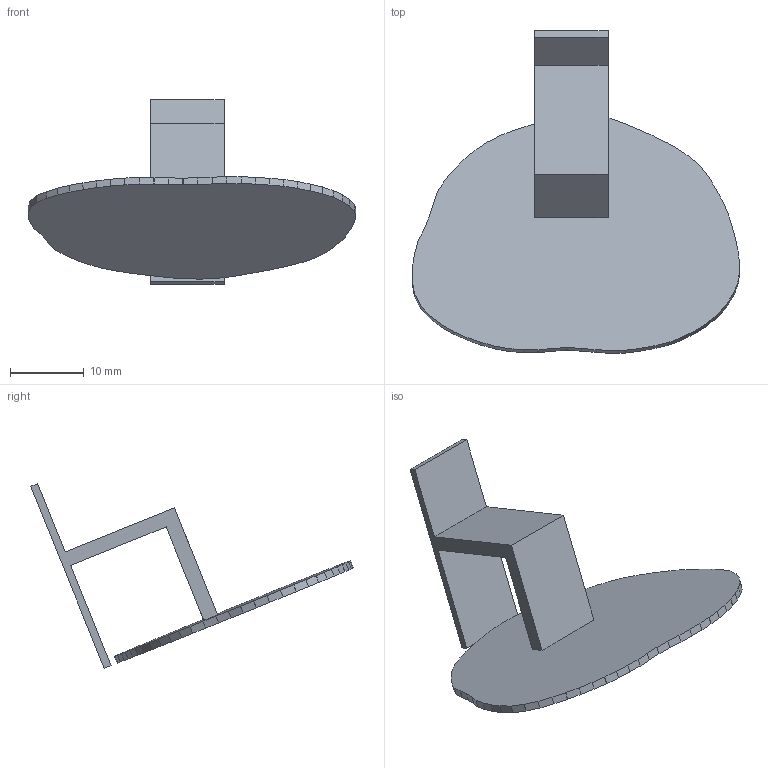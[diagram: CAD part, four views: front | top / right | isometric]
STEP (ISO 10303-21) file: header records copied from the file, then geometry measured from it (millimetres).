
FILE_DESCRIPTION(/* description */ (''),/* implementation_level */ '2;1');
FILE_NAME(/* name */ 'AbdFlex_L4 mount.step',/* time_stamp */ '2024-06-23T23:30:11-04:00',/* author */ (''),/* organization */ (''),/* preprocessor_version */ 'ST-DEVELOPER v20',/* originating_system */ 'Autodesk Translation Framework v13.14.0.145',/* authorisation */ '');
FILE_SCHEMA (('AUTOMOTIVE_DESIGN { 1 0 10303 214 3 1 1 }'));
Length unit declared in the file: millimetre
Products named in the file (1): AbdFlex_L4 mount
Bounding box: 44.56 x 43.86 x 25.11 mm (x, y, z)
Volume: 2079.3 mm3; surface area: 3844 mm2
Topology: 1 solids, 1 shells, 130 faces, 381 edges, 254 vertices
Faces by surface type: plane 130
Entity records: 4258 total; most frequent: CARTESIAN_POINT 766, ORIENTED_EDGE 762, DIRECTION 643, LINE 381, VECTOR 381, EDGE_CURVE 381, VERTEX_POINT 254, EDGE_LOOP 131
